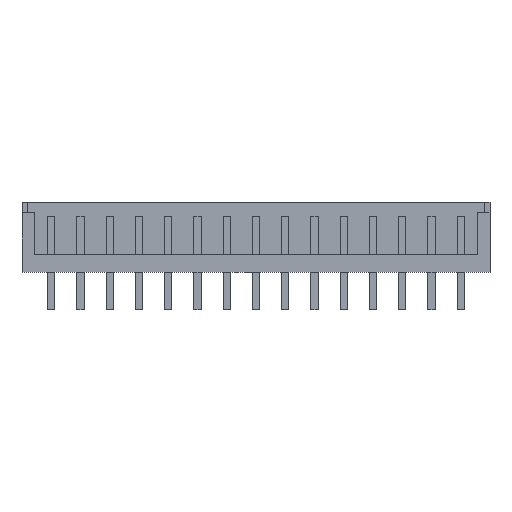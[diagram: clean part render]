
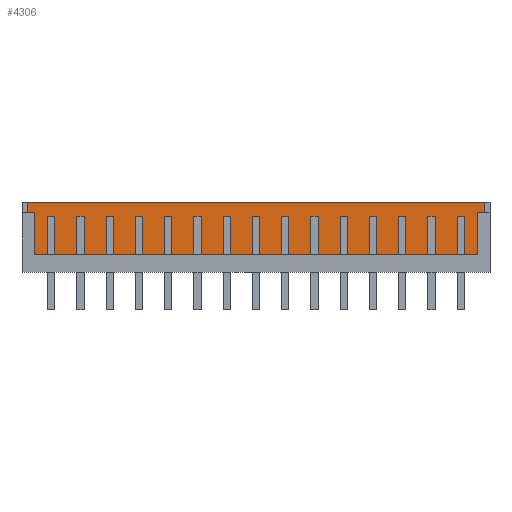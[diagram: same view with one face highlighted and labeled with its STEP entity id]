
A CAD part, front view. The second image highlights one B-rep face of the part: STEP entity #4306.
In plain terms, the highlighted planar face has unit normal (0, -1, 0).
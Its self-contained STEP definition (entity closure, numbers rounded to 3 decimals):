
#44 = PLANE('',#45);
#45 = AXIS2_PLACEMENT_3D('',#46,#47,#48);
#46 = CARTESIAN_POINT('',(37.05,1.098,1.5));
#47 = DIRECTION('',(0.,0.,-1.));
#48 = DIRECTION('',(0.,1.,0.));
#2276 = VERTEX_POINT('',#2277);
#2277 = CARTESIAN_POINT('',(37.05,1.098,1.5));
#2291 = PLANE('',#2292);
#2292 = AXIS2_PLACEMENT_3D('',#2293,#2294,#2295);
#2293 = CARTESIAN_POINT('',(37.05,1.098,1.5));
#2294 = DIRECTION('',(-1.,0.,0.));
#2295 = DIRECTION('',(0.,-1.,0.));
#2303 = EDGE_CURVE('',#2304,#2276,#2306,.T.);
#2304 = VERTEX_POINT('',#2305);
#2305 = CARTESIAN_POINT('',(-2.05,1.098,1.5));
#2306 = SURFACE_CURVE('',#2307,(#2311,#2318),.PCURVE_S1.);
#2307 = LINE('',#2308,#2309);
#2308 = CARTESIAN_POINT('',(-2.05,1.098,1.5));
#2309 = VECTOR('',#2310,1.);
#2310 = DIRECTION('',(1.,0.,0.));
#2311 = PCURVE('',#44,#2312);
#2312 = DEFINITIONAL_REPRESENTATION('',(#2313),#2317);
#2313 = LINE('',#2314,#2315);
#2314 = CARTESIAN_POINT('',(0.,-39.1));
#2315 = VECTOR('',#2316,1.);
#2316 = DIRECTION('',(0.,1.));
#2317 = ( GEOMETRIC_REPRESENTATION_CONTEXT(2) 
PARAMETRIC_REPRESENTATION_CONTEXT() REPRESENTATION_CONTEXT('2D SPACE',''
  ) );
#2318 = PCURVE('',#2319,#2324);
#2319 = PLANE('',#2320);
#2320 = AXIS2_PLACEMENT_3D('',#2321,#2322,#2323);
#2321 = CARTESIAN_POINT('',(-2.05,1.098,1.5));
#2322 = DIRECTION('',(0.,-1.,0.));
#2323 = DIRECTION('',(1.,0.,0.));
#2324 = DEFINITIONAL_REPRESENTATION('',(#2325),#2329);
#2325 = LINE('',#2326,#2327);
#2326 = CARTESIAN_POINT('',(0.,0.));
#2327 = VECTOR('',#2328,1.);
#2328 = DIRECTION('',(1.,0.));
#2329 = ( GEOMETRIC_REPRESENTATION_CONTEXT(2) 
PARAMETRIC_REPRESENTATION_CONTEXT() REPRESENTATION_CONTEXT('2D SPACE',''
  ) );
#2347 = PLANE('',#2348);
#2348 = AXIS2_PLACEMENT_3D('',#2349,#2350,#2351);
#2349 = CARTESIAN_POINT('',(-2.05,1.098,1.5));
#2350 = DIRECTION('',(1.,0.,0.));
#2351 = DIRECTION('',(0.,1.,0.));
#3847 = VERTEX_POINT('',#3848);
#3848 = CARTESIAN_POINT('',(37.05,1.098,6.));
#3862 = PLANE('',#3863);
#3863 = AXIS2_PLACEMENT_3D('',#3864,#3865,#3866);
#3864 = CARTESIAN_POINT('',(37.5,-0.2,6.));
#3865 = DIRECTION('',(0.,0.,-1.));
#3866 = DIRECTION('',(0.,1.,0.));
#3874 = EDGE_CURVE('',#2276,#3847,#3875,.T.);
#3875 = SURFACE_CURVE('',#3876,(#3880,#3887),.PCURVE_S1.);
#3876 = LINE('',#3877,#3878);
#3877 = CARTESIAN_POINT('',(37.05,1.098,1.5));
#3878 = VECTOR('',#3879,1.);
#3879 = DIRECTION('',(0.,0.,1.));
#3880 = PCURVE('',#2291,#3881);
#3881 = DEFINITIONAL_REPRESENTATION('',(#3882),#3886);
#3882 = LINE('',#3883,#3884);
#3883 = CARTESIAN_POINT('',(0.,0.));
#3884 = VECTOR('',#3885,1.);
#3885 = DIRECTION('',(0.,1.));
#3886 = ( GEOMETRIC_REPRESENTATION_CONTEXT(2) 
PARAMETRIC_REPRESENTATION_CONTEXT() REPRESENTATION_CONTEXT('2D SPACE',''
  ) );
#3887 = PCURVE('',#2319,#3888);
#3888 = DEFINITIONAL_REPRESENTATION('',(#3889),#3893);
#3889 = LINE('',#3890,#3891);
#3890 = CARTESIAN_POINT('',(39.1,0.));
#3891 = VECTOR('',#3892,1.);
#3892 = DIRECTION('',(0.,1.));
#3893 = ( GEOMETRIC_REPRESENTATION_CONTEXT(2) 
PARAMETRIC_REPRESENTATION_CONTEXT() REPRESENTATION_CONTEXT('2D SPACE',''
  ) );
#4306 = ADVANCED_FACE('',(#4307),#2319,.T.);
#4307 = FACE_BOUND('',#4308,.T.);
#4308 = EDGE_LOOP('',(#4309,#4332,#4353,#4354));
#4309 = ORIENTED_EDGE('',*,*,#4310,.F.);
#4310 = EDGE_CURVE('',#4311,#3847,#4313,.T.);
#4311 = VERTEX_POINT('',#4312);
#4312 = CARTESIAN_POINT('',(-2.05,1.098,6.));
#4313 = SURFACE_CURVE('',#4314,(#4318,#4325),.PCURVE_S1.);
#4314 = LINE('',#4315,#4316);
#4315 = CARTESIAN_POINT('',(-2.05,1.098,6.));
#4316 = VECTOR('',#4317,1.);
#4317 = DIRECTION('',(1.,0.,0.));
#4318 = PCURVE('',#2319,#4319);
#4319 = DEFINITIONAL_REPRESENTATION('',(#4320),#4324);
#4320 = LINE('',#4321,#4322);
#4321 = CARTESIAN_POINT('',(0.,4.5));
#4322 = VECTOR('',#4323,1.);
#4323 = DIRECTION('',(1.,0.));
#4324 = ( GEOMETRIC_REPRESENTATION_CONTEXT(2) 
PARAMETRIC_REPRESENTATION_CONTEXT() REPRESENTATION_CONTEXT('2D SPACE',''
  ) );
#4325 = PCURVE('',#3862,#4326);
#4326 = DEFINITIONAL_REPRESENTATION('',(#4327),#4331);
#4327 = LINE('',#4328,#4329);
#4328 = CARTESIAN_POINT('',(1.298,-39.55));
#4329 = VECTOR('',#4330,1.);
#4330 = DIRECTION('',(0.,1.));
#4331 = ( GEOMETRIC_REPRESENTATION_CONTEXT(2) 
PARAMETRIC_REPRESENTATION_CONTEXT() REPRESENTATION_CONTEXT('2D SPACE',''
  ) );
#4332 = ORIENTED_EDGE('',*,*,#4333,.F.);
#4333 = EDGE_CURVE('',#2304,#4311,#4334,.T.);
#4334 = SURFACE_CURVE('',#4335,(#4339,#4346),.PCURVE_S1.);
#4335 = LINE('',#4336,#4337);
#4336 = CARTESIAN_POINT('',(-2.05,1.098,1.5));
#4337 = VECTOR('',#4338,1.);
#4338 = DIRECTION('',(0.,0.,1.));
#4339 = PCURVE('',#2319,#4340);
#4340 = DEFINITIONAL_REPRESENTATION('',(#4341),#4345);
#4341 = LINE('',#4342,#4343);
#4342 = CARTESIAN_POINT('',(0.,0.));
#4343 = VECTOR('',#4344,1.);
#4344 = DIRECTION('',(0.,1.));
#4345 = ( GEOMETRIC_REPRESENTATION_CONTEXT(2) 
PARAMETRIC_REPRESENTATION_CONTEXT() REPRESENTATION_CONTEXT('2D SPACE',''
  ) );
#4346 = PCURVE('',#2347,#4347);
#4347 = DEFINITIONAL_REPRESENTATION('',(#4348),#4352);
#4348 = LINE('',#4349,#4350);
#4349 = CARTESIAN_POINT('',(0.,0.));
#4350 = VECTOR('',#4351,1.);
#4351 = DIRECTION('',(0.,1.));
#4352 = ( GEOMETRIC_REPRESENTATION_CONTEXT(2) 
PARAMETRIC_REPRESENTATION_CONTEXT() REPRESENTATION_CONTEXT('2D SPACE',''
  ) );
#4353 = ORIENTED_EDGE('',*,*,#2303,.T.);
#4354 = ORIENTED_EDGE('',*,*,#3874,.T.);
